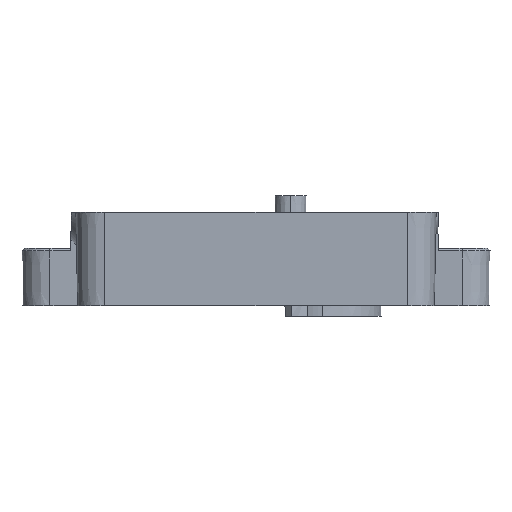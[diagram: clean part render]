
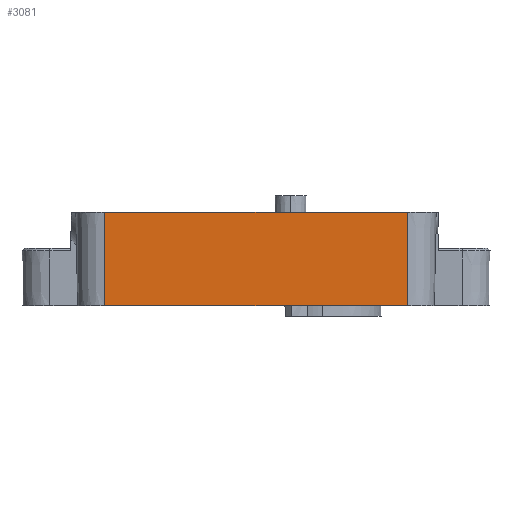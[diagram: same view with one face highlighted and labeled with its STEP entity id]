
A CAD part, left-side view. The second image highlights one B-rep face of the part: STEP entity #3081.
In plain terms, the highlighted planar face has unit normal (-1, 0, -0.018).
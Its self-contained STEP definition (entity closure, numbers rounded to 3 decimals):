
#540 = CARTESIAN_POINT ( 'NONE',  ( -27.839, 0., -9.95 ) ) ;
#1273 = VERTEX_POINT ( 'NONE', #13479 ) ;
#2259 = VECTOR ( 'NONE', #11989, 1000. ) ;
#2670 = CARTESIAN_POINT ( 'NONE',  ( -27.839, 28.3, -9.95 ) ) ;
#3081 = ADVANCED_FACE ( 'NONE', ( #19128 ), #15787, .T. ) ;
#3608 = EDGE_CURVE ( 'NONE', #11065, #6636, #4988, .T. ) ;
#3846 = LINE ( 'NONE', #17629, #12568 ) ;
#3968 = ORIENTED_EDGE ( 'NONE', *, *, #3608, .T. ) ;
#4988 = LINE ( 'NONE', #9811, #12689 ) ;
#6567 = ORIENTED_EDGE ( 'NONE', *, *, #18136, .F. ) ;
#6636 = VERTEX_POINT ( 'NONE', #2670 ) ;
#7088 = ORIENTED_EDGE ( 'NONE', *, *, #10585, .T. ) ;
#7910 = DIRECTION ( 'NONE',  ( 0., -1., 0. ) ) ;
#8010 = EDGE_LOOP ( 'NONE', ( #3968, #6567, #7088, #9239 ) ) ;
#8350 = VERTEX_POINT ( 'NONE', #9576 ) ;
#9239 = ORIENTED_EDGE ( 'NONE', *, *, #17476, .F. ) ;
#9576 = CARTESIAN_POINT ( 'NONE',  ( -27.839, -28.3, -9.95 ) ) ;
#9687 = DIRECTION ( 'NONE',  ( 0.017, 0., -1. ) ) ;
#9811 = CARTESIAN_POINT ( 'NONE',  ( -28., 28.3, -0.75 ) ) ;
#10463 = CARTESIAN_POINT ( 'NONE',  ( -28., -28.3, -0.75 ) ) ;
#10585 = EDGE_CURVE ( 'NONE', #8350, #1273, #20344, .T. ) ;
#11065 = VERTEX_POINT ( 'NONE', #11949 ) ;
#11949 = CARTESIAN_POINT ( 'NONE',  ( -28.144, 28.3, 7.5 ) ) ;
#11989 = DIRECTION ( 'NONE',  ( 0., 1., 0. ) ) ;
#12022 = LINE ( 'NONE', #540, #2259 ) ;
#12478 = AXIS2_PLACEMENT_3D ( 'NONE', #16174, #15698, #15610 ) ;
#12568 = VECTOR ( 'NONE', #7910, 1000. ) ;
#12689 = VECTOR ( 'NONE', #9687, 1000. ) ;
#13479 = CARTESIAN_POINT ( 'NONE',  ( -28.144, -28.3, 7.5 ) ) ;
#15610 = DIRECTION ( 'NONE',  ( -0.017, 0., 1. ) ) ;
#15698 = DIRECTION ( 'NONE',  ( -1., 0., -0.017 ) ) ;
#15787 = PLANE ( 'NONE',  #12478 ) ;
#16174 = CARTESIAN_POINT ( 'NONE',  ( -28., 0., -0.75 ) ) ;
#16844 = DIRECTION ( 'NONE',  ( -0.017, 0., 1. ) ) ;
#17476 = EDGE_CURVE ( 'NONE', #11065, #1273, #3846, .T. ) ;
#17629 = CARTESIAN_POINT ( 'NONE',  ( -28.144, 0., 7.5 ) ) ;
#18136 = EDGE_CURVE ( 'NONE', #8350, #6636, #12022, .T. ) ;
#19128 = FACE_OUTER_BOUND ( 'NONE', #8010, .T. ) ;
#19868 = VECTOR ( 'NONE', #16844, 1000. ) ;
#20344 = LINE ( 'NONE', #10463, #19868 ) ;
